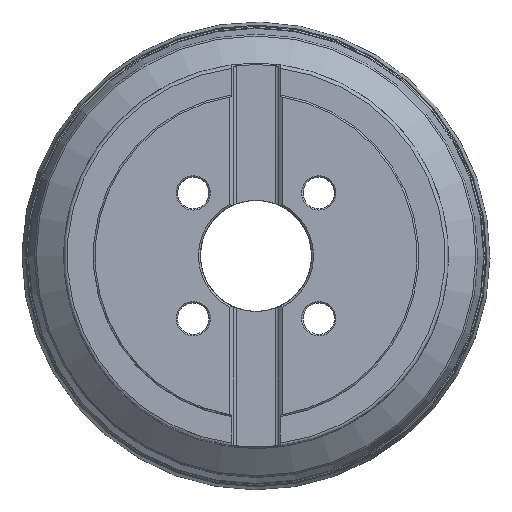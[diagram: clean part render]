
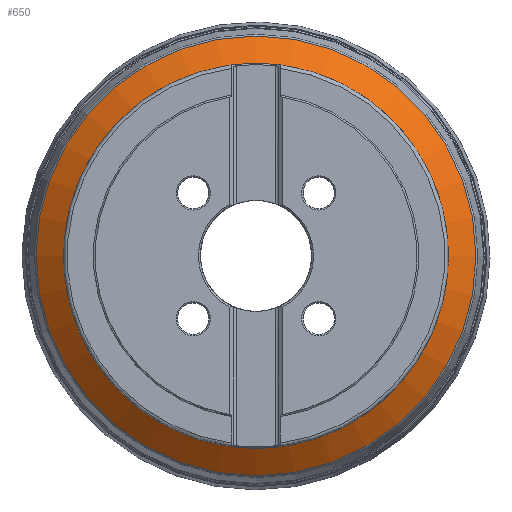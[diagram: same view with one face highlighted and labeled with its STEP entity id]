
A CAD part, top view. The second image highlights one B-rep face of the part: STEP entity #650.
In plain terms, the highlighted conical face has half-angle 52.042 degrees and reference radius 108.495 mm.
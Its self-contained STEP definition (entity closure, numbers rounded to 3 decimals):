
#151=CONICAL_SURFACE('',#2865,108.495,52.042);
#650=ADVANCED_FACE('',(#918,#919),#151,.T.);
#918=FACE_BOUND('',#1074,.T.);
#919=FACE_BOUND('',#1075,.T.);
#1074=EDGE_LOOP('',(#1383));
#1075=EDGE_LOOP('',(#1384));
#1383=ORIENTED_EDGE('',*,*,#2260,.T.);
#1384=ORIENTED_EDGE('',*,*,#2261,.T.);
#2023=VERTEX_POINT('',#4582);
#2024=VERTEX_POINT('',#4584);
#2260=EDGE_CURVE('',#2023,#2023,#2558,.T.);
#2261=EDGE_CURVE('',#2024,#2024,#2559,.T.);
#2558=CIRCLE('',#2863,109.265);
#2559=CIRCLE('',#2864,125.721);
#2863=AXIS2_PLACEMENT_3D('',#4581,#3327,#3328);
#2864=AXIS2_PLACEMENT_3D('',#4583,#3329,#3330);
#2865=AXIS2_PLACEMENT_3D('',#4585,#3331,#3332);
#3327=DIRECTION('',(0.,0.,-1.));
#3328=DIRECTION('',(-1.,0.,0.));
#3329=DIRECTION('',(0.,0.,1.));
#3330=DIRECTION('',(1.,0.,0.));
#3331=DIRECTION('',(0.,0.,-1.));
#3332=DIRECTION('',(-1.,0.,0.));
#4581=CARTESIAN_POINT('',(0.,0.,39.399));
#4582=CARTESIAN_POINT('',(-109.265,0.,39.399));
#4583=CARTESIAN_POINT('',(0.,0.,26.562));
#4584=CARTESIAN_POINT('',(125.721,0.,26.562));
#4585=CARTESIAN_POINT('',(0.,0.,40.));
